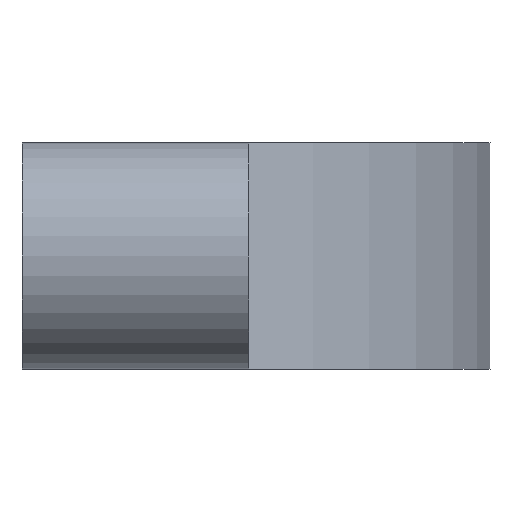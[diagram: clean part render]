
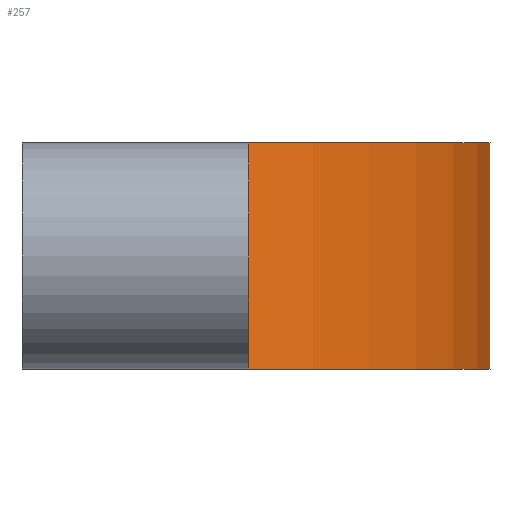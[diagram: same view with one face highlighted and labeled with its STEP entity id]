
A CAD part, left-side view. The second image highlights one B-rep face of the part: STEP entity #257.
In plain terms, the highlighted cylindrical face has radius 12.624 mm (diameter 25.248 mm), a partial arc.
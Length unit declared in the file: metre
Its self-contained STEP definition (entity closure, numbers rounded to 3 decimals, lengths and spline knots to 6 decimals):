
#14=CYLINDRICAL_SURFACE('',#294,0.012624);
#21=LINE('',#394,#41);
#24=LINE('',#405,#44);
#41=VECTOR('',#315,1.);
#44=VECTOR('',#324,1.);
#101=ORIENTED_EDGE('',*,*,#142,.T.);
#102=ORIENTED_EDGE('',*,*,#136,.F.);
#103=ORIENTED_EDGE('',*,*,#146,.F.);
#104=ORIENTED_EDGE('',*,*,#131,.T.);
#131=EDGE_CURVE('',#162,#165,#21,.T.);
#136=EDGE_CURVE('',#170,#168,#24,.T.);
#142=EDGE_CURVE('',#165,#168,#191,.T.);
#146=EDGE_CURVE('',#162,#170,#192,.T.);
#162=VERTEX_POINT('',#388);
#165=VERTEX_POINT('',#393);
#168=VERTEX_POINT('',#400);
#170=VERTEX_POINT('',#404);
#191=CIRCLE('',#286,0.012624);
#192=CIRCLE('',#288,0.012624);
#210=EDGE_LOOP('',(#101,#102,#103,#104));
#232=FACE_BOUND('',#210,.T.);
#257=ADVANCED_FACE('',(#232),#14,.T.);
#286=AXIS2_PLACEMENT_3D('',#417,#334,#335);
#288=AXIS2_PLACEMENT_3D('',#424,#341,#342);
#294=AXIS2_PLACEMENT_3D('',#443,#361,#362);
#315=DIRECTION('',(0.,0.,-1.));
#324=DIRECTION('',(0.,0.,-1.));
#334=DIRECTION('',(0.,0.,1.));
#335=DIRECTION('',(1.,0.,0.));
#341=DIRECTION('',(0.,0.,1.));
#342=DIRECTION('',(1.,0.,0.));
#361=DIRECTION('',(0.,0.,-1.));
#362=DIRECTION('',(-1.,0.,0.));
#388=CARTESIAN_POINT('',(-0.011,-0.003,0.006));
#393=CARTESIAN_POINT('',(-0.011,-0.003,0.));
#394=CARTESIAN_POINT('',(-0.011,-0.003,0.006));
#400=CARTESIAN_POINT('',(0.011,-0.003,0.));
#404=CARTESIAN_POINT('',(0.011,-0.003,0.006));
#405=CARTESIAN_POINT('',(0.011,-0.003,0.006));
#417=CARTESIAN_POINT('',(0.,0.003194,0.));
#424=CARTESIAN_POINT('',(0.,0.003194,0.006));
#443=CARTESIAN_POINT('',(0.,0.003194,0.006));
